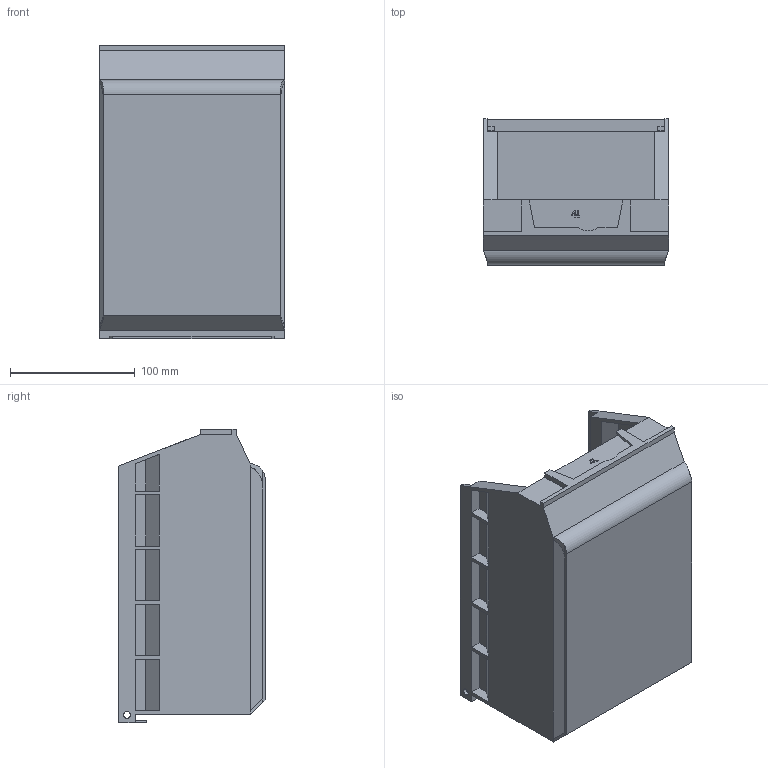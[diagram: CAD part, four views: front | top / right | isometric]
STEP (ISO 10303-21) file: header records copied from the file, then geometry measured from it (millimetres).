
FILE_DESCRIPTION(('STEP AP203'),'1');
FILE_NAME('ERGO00H1022.stp','2024-03-26T15:35:53',(' '),(' '),'Spatial InterOp 3D',' ',' ');
FILE_SCHEMA(('CONFIG_CONTROL_DESIGN'));
Length unit declared in the file: millimetre
Products named in the file (1): Bac à bec 4 litres, bleu
Bounding box: 148.11 x 117.05 x 235.17 mm (x, y, z)
Volume: 351943 mm3; surface area: 225641.8 mm2
Topology: 1 solids, 1 shells, 229 faces, 570 edges, 348 vertices
Faces by surface type: plane 154, cylinder 51, revolution 24
Full cylindrical faces by diameter (mm): 5.491 x2
Entity records: 6850 total; most frequent: CARTESIAN_POINT 1330, ORIENTED_EDGE 1120, DIRECTION 1076, EDGE_CURVE 560, LINE 448, VECTOR 448, VERTEX_POINT 348, AXIS2_PLACEMENT_3D 302
